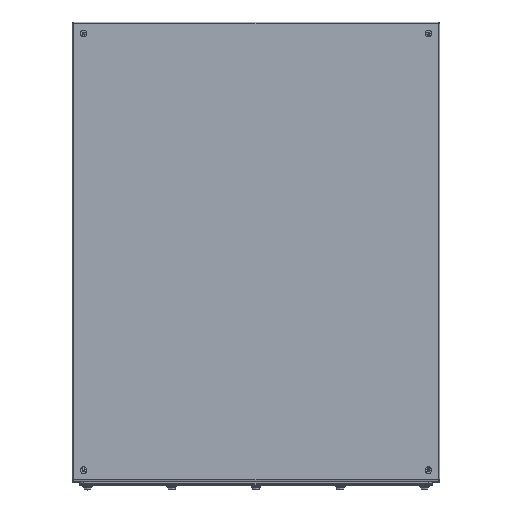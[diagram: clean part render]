
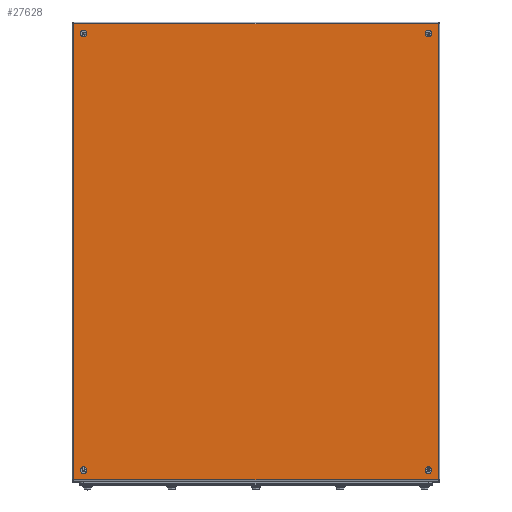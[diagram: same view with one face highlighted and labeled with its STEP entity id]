
A CAD part, top view. The second image highlights one B-rep face of the part: STEP entity #27628.
In plain terms, the highlighted planar face has unit normal (0, 0, 1).
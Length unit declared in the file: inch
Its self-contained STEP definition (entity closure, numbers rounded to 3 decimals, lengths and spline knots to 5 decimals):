
#4153 = VECTOR ( 'NONE', #56932, 39.37008 ) ;
#4194 = CIRCLE ( 'NONE', #59170, 0.21875 ) ;
#4523 = EDGE_CURVE ( 'NONE', #7621, #7621, #4785, .T. ) ;
#4605 = VERTEX_POINT ( 'NONE', #130077 ) ;
#4785 = CIRCLE ( 'NONE', #57494, 0.21875 ) ;
#4941 = VERTEX_POINT ( 'NONE', #46908 ) ;
#7483 = FACE_BOUND ( 'NONE', #123052, .T. ) ;
#7621 = VERTEX_POINT ( 'NONE', #124210 ) ;
#8147 = FACE_BOUND ( 'NONE', #67850, .T. ) ;
#13338 = DIRECTION ( 'NONE',  ( 0., 0., -1. ) ) ;
#17180 = LINE ( 'NONE', #28249, #33481 ) ;
#18025 = EDGE_CURVE ( 'NONE', #82917, #82917, #78241, .T. ) ;
#20336 = DIRECTION ( 'NONE',  ( 0., 0., -1. ) ) ;
#20465 = FACE_BOUND ( 'NONE', #90845, .T. ) ;
#23256 = DIRECTION ( 'NONE',  ( -1., 0., 0. ) ) ;
#24237 = VECTOR ( 'NONE', #37881, 39.37008 ) ;
#24370 = EDGE_LOOP ( 'NONE', ( #31841 ) ) ;
#25331 = CARTESIAN_POINT ( 'NONE',  ( -4.00412, 14.875, 6.9175 ) ) ;
#27129 = VERTEX_POINT ( 'NONE', #103011 ) ;
#27628 = ADVANCED_FACE ( 'NONE', ( #101493, #20465, #7483, #8147, #122735 ), #30811, .F. ) ;
#28249 = CARTESIAN_POINT ( 'NONE',  ( 7.875, -0.00412, 6.9175 ) ) ;
#29367 = EDGE_CURVE ( 'NONE', #4605, #4605, #104266, .T. ) ;
#29454 = CARTESIAN_POINT ( 'NONE',  ( 18.90625, 29.125, 6.9175 ) ) ;
#30811 = PLANE ( 'NONE',  #88605 ) ;
#31767 = CARTESIAN_POINT ( 'NONE',  ( 7.875, 29.75413, 6.9175 ) ) ;
#31841 = ORIENTED_EDGE ( 'NONE', *, *, #29367, .T. ) ;
#32852 = DIRECTION ( 'NONE',  ( -1., 0., 0. ) ) ;
#33302 = EDGE_CURVE ( 'NONE', #105931, #121211, #52484, .T. ) ;
#33481 = VECTOR ( 'NONE', #71472, 39.37008 ) ;
#33587 = CARTESIAN_POINT ( 'NONE',  ( -3.375, 0.625, 6.9175 ) ) ;
#35441 = ORIENTED_EDGE ( 'NONE', *, *, #33302, .F. ) ;
#37881 = DIRECTION ( 'NONE',  ( 0., -1., 0. ) ) ;
#39625 = ORIENTED_EDGE ( 'NONE', *, *, #4523, .T. ) ;
#42846 = CARTESIAN_POINT ( 'NONE',  ( 19.75412, 29.75413, 6.9175 ) ) ;
#43524 = DIRECTION ( 'NONE',  ( 1., 0., 0. ) ) ;
#46908 = CARTESIAN_POINT ( 'NONE',  ( -3.59375, 0.625, 6.9175 ) ) ;
#47613 = AXIS2_PLACEMENT_3D ( 'NONE', #52028, #20336, #104048 ) ;
#50838 = CARTESIAN_POINT ( 'NONE',  ( 7.875, 14.875, 6.9175 ) ) ;
#52028 = CARTESIAN_POINT ( 'NONE',  ( 19.125, 29.125, 6.9175 ) ) ;
#52176 = DIRECTION ( 'NONE',  ( 0., 0., -1. ) ) ;
#52484 = LINE ( 'NONE', #31767, #103160 ) ;
#52773 = EDGE_CURVE ( 'NONE', #4941, #4941, #4194, .T. ) ;
#53546 = ORIENTED_EDGE ( 'NONE', *, *, #97588, .F. ) ;
#56932 = DIRECTION ( 'NONE',  ( 0., 1., 0. ) ) ;
#57494 = AXIS2_PLACEMENT_3D ( 'NONE', #77935, #13338, #65570 ) ;
#59170 = AXIS2_PLACEMENT_3D ( 'NONE', #33587, #75458, #23256 ) ;
#65570 = DIRECTION ( 'NONE',  ( -1., 0., 0. ) ) ;
#67256 = ORIENTED_EDGE ( 'NONE', *, *, #18025, .T. ) ;
#67850 = EDGE_LOOP ( 'NONE', ( #39625 ) ) ;
#68583 = LINE ( 'NONE', #25331, #4153 ) ;
#70224 = VERTEX_POINT ( 'NONE', #86048 ) ;
#71472 = DIRECTION ( 'NONE',  ( -1., 0., 0. ) ) ;
#71635 = ORIENTED_EDGE ( 'NONE', *, *, #128065, .F. ) ;
#75458 = DIRECTION ( 'NONE',  ( 0., 0., -1. ) ) ;
#76481 = ORIENTED_EDGE ( 'NONE', *, *, #52773, .T. ) ;
#77935 = CARTESIAN_POINT ( 'NONE',  ( 19.125, 0.625, 6.9175 ) ) ;
#78241 = CIRCLE ( 'NONE', #47613, 0.21875 ) ;
#82917 = VERTEX_POINT ( 'NONE', #29454 ) ;
#86048 = CARTESIAN_POINT ( 'NONE',  ( -4.00412, -0.00413, 6.9175 ) ) ;
#88605 = AXIS2_PLACEMENT_3D ( 'NONE', #50838, #52176, #132973 ) ;
#90845 = EDGE_LOOP ( 'NONE', ( #67256 ) ) ;
#91086 = EDGE_CURVE ( 'NONE', #27129, #70224, #17180, .T. ) ;
#97588 = EDGE_CURVE ( 'NONE', #121211, #27129, #131685, .T. ) ;
#97669 = AXIS2_PLACEMENT_3D ( 'NONE', #97948, #119241, #32852 ) ;
#97948 = CARTESIAN_POINT ( 'NONE',  ( -3.375, 29.125, 6.9175 ) ) ;
#100177 = CARTESIAN_POINT ( 'NONE',  ( 19.75413, 14.875, 6.9175 ) ) ;
#100369 = ORIENTED_EDGE ( 'NONE', *, *, #91086, .F. ) ;
#100658 = EDGE_LOOP ( 'NONE', ( #53546, #35441, #71635, #100369 ) ) ;
#101493 = FACE_BOUND ( 'NONE', #24370, .T. ) ;
#103011 = CARTESIAN_POINT ( 'NONE',  ( 19.75413, -0.00412, 6.9175 ) ) ;
#103160 = VECTOR ( 'NONE', #43524, 39.37008 ) ;
#104048 = DIRECTION ( 'NONE',  ( -1., 0., 0. ) ) ;
#104266 = CIRCLE ( 'NONE', #97669, 0.21875 ) ;
#105931 = VERTEX_POINT ( 'NONE', #112393 ) ;
#112393 = CARTESIAN_POINT ( 'NONE',  ( -4.00413, 29.75412, 6.9175 ) ) ;
#119241 = DIRECTION ( 'NONE',  ( 0., 0., -1. ) ) ;
#121211 = VERTEX_POINT ( 'NONE', #42846 ) ;
#122735 = FACE_OUTER_BOUND ( 'NONE', #100658, .T. ) ;
#123052 = EDGE_LOOP ( 'NONE', ( #76481 ) ) ;
#124210 = CARTESIAN_POINT ( 'NONE',  ( 18.90625, 0.625, 6.9175 ) ) ;
#128065 = EDGE_CURVE ( 'NONE', #70224, #105931, #68583, .T. ) ;
#130077 = CARTESIAN_POINT ( 'NONE',  ( -3.59375, 29.125, 6.9175 ) ) ;
#131685 = LINE ( 'NONE', #100177, #24237 ) ;
#132973 = DIRECTION ( 'NONE',  ( -1., 0., 0. ) ) ;
